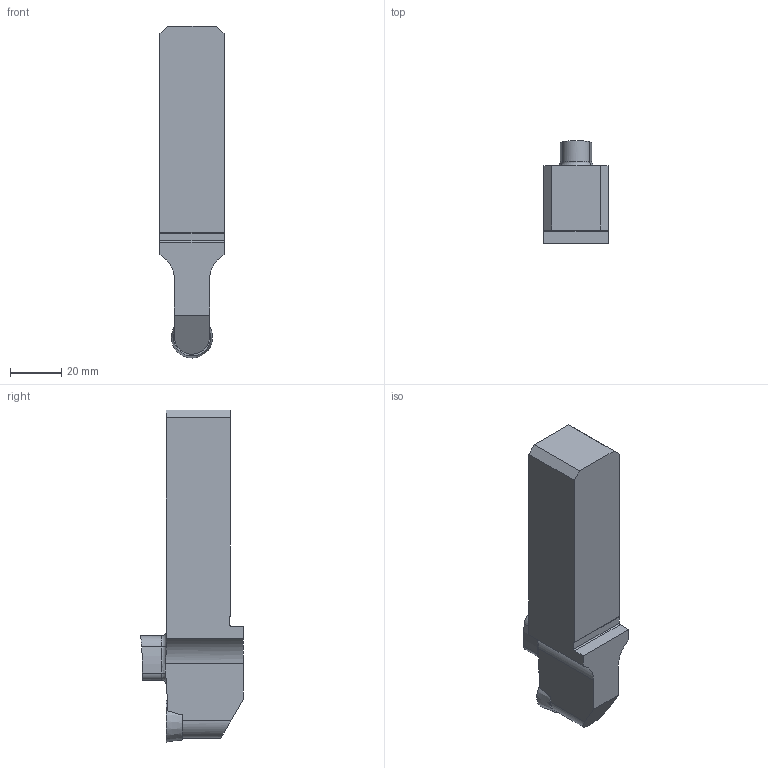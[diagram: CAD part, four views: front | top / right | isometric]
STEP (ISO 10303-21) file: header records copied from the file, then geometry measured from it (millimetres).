
FILE_DESCRIPTION(/* description */ (''),/* implementation_level */ '2;1');
FILE_NAME(/* name */ 'toolassembly_1.stp',/* time_stamp */ '2020-08-31T14:09:11+02:00',/* author */ (''),/* organization */ ('SMS'),/* preprocessor_version */ 'ST-DEVELOPER v16.7',/* originating_system */ 'SIEMENS PLM Software NX 12.0',/* authorisation */ '');
FILE_SCHEMA (('AUTOMOTIVE_DESIGN { 1 0 10303 214 3 1 1 1 }'));
Length unit declared in the file: millimetre
Products named in the file (4): ASSEMBLY_CONSTRUCTION; IsoTurningInsert; NOCUT_20200831140625; TOOLASSEMBLY_1
Assembly tree (3 placements, depth 2):
  TOOLASSEMBLY_1
    NOCUT_20200831140625
    IsoTurningInsert
    ASSEMBLY_CONSTRUCTION
Bounding box: 24.93 x 39.89 x 129 mm (x, y, z)
Volume: 72705.7 mm3; surface area: 14213.7 mm2
Topology: 2 solids, 2 shells, 45 faces, 118 edges, 82 vertices
Faces by surface type: plane 19, cylinder 15, torus 8, cone 3
Full cylindrical faces by diameter (mm): 5.5 x1
Entity records: 1629 total; most frequent: CARTESIAN_POINT 385, DIRECTION 244, ORIENTED_EDGE 218, EDGE_CURVE 109, AXIS2_PLACEMENT_3D 95, VERTEX_POINT 73, LINE 54, VECTOR 54
